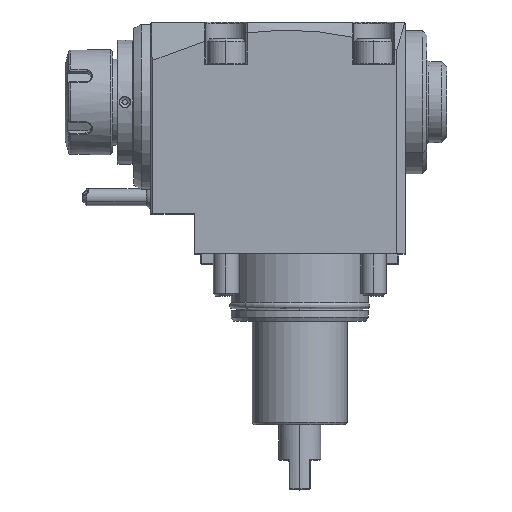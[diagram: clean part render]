
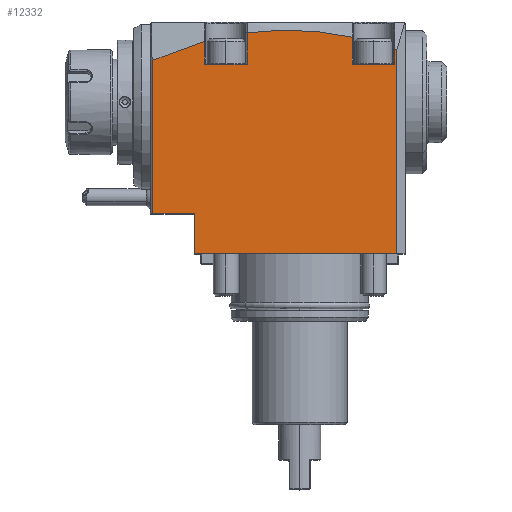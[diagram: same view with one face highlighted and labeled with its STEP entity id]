
A CAD part, top view. The second image highlights one B-rep face of the part: STEP entity #12332.
In plain terms, the highlighted planar face has unit normal (0, 0, 1).
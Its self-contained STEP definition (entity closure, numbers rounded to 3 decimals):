
#2722=CARTESIAN_POINT('',(1.,91.859,47.));
#2727=DIRECTION('',(0.,-1.,0.));
#2728=VECTOR('',#2727,72.859);
#2729=CARTESIAN_POINT('',(1.,91.859,47.));
#2730=LINE('',#2729,#2728);
#2841=DIRECTION('',(-1.,0.,0.));
#2842=VECTOR('',#2841,96.);
#2843=CARTESIAN_POINT('',(116.7,0.,47.));
#2844=LINE('',#2843,#2842);
#3009=DIRECTION('',(0.,-1.,0.));
#3010=VECTOR('',#3009,96.598);
#3011=CARTESIAN_POINT('',(116.7,96.598,47.));
#3012=LINE('',#3011,#3010);
#3013=DIRECTION('',(0.,1.,0.));
#3014=VECTOR('',#3013,19.);
#3015=CARTESIAN_POINT('',(20.7,0.,47.));
#3016=LINE('',#3015,#3014);
#3017=DIRECTION('',(1.,0.,0.));
#3018=VECTOR('',#3017,19.7);
#3019=CARTESIAN_POINT('',(1.,19.,47.));
#3020=LINE('',#3019,#3018);
#3021=CARTESIAN_POINT('',(25.665,100.792,47.));
#3022=CARTESIAN_POINT('',(17.207,98.47,47.));
#3023=CARTESIAN_POINT('',(8.997,95.459,47.));
#3024=CARTESIAN_POINT('',(1.,91.859,47.));
#3026=DIRECTION('',(-0.268,0.963,0.));
#3027=VECTOR('',#3026,0.132);
#3028=CARTESIAN_POINT('',(25.7,100.664,47.));
#3029=LINE('',#3028,#3027);
#3030=DIRECTION('',(0.,1.,0.));
#3031=VECTOR('',#3030,10.664);
#3032=CARTESIAN_POINT('',(25.7,90.,47.));
#3033=LINE('',#3032,#3031);
#3034=DIRECTION('',(0.001,-1.,0.));
#3035=VECTOR('',#3034,14.874);
#3036=CARTESIAN_POINT('',(45.691,104.874,47.));
#3037=LINE('',#3036,#3035);
#3038=CARTESIAN_POINT('',(45.7,104.875,47.));
#3039=CARTESIAN_POINT('',(46.8,105.021,47.));
#3040=CARTESIAN_POINT('',(49.004,105.29,47.));
#3041=CARTESIAN_POINT('',(52.326,105.616,47.));
#3042=CARTESIAN_POINT('',(55.649,105.865,47.));
#3043=CARTESIAN_POINT('',(58.974,106.036,47.));
#3044=CARTESIAN_POINT('',(62.302,106.13,47.));
#3045=CARTESIAN_POINT('',(65.633,106.146,47.));
#3046=CARTESIAN_POINT('',(68.966,106.084,47.));
#3047=CARTESIAN_POINT('',(72.297,105.944,47.));
#3048=CARTESIAN_POINT('',(75.631,105.726,47.));
#3049=CARTESIAN_POINT('',(78.966,105.429,47.));
#3050=CARTESIAN_POINT('',(82.303,105.054,47.));
#3051=CARTESIAN_POINT('',(85.643,104.6,47.));
#3052=CARTESIAN_POINT('',(88.989,104.067,47.));
#3053=CARTESIAN_POINT('',(92.341,103.454,47.));
#3054=CARTESIAN_POINT('',(94.58,102.991,47.));
#3055=CARTESIAN_POINT('',(95.7,102.747,47.));
#3057=DIRECTION('',(0.,1.,0.));
#3058=VECTOR('',#3057,12.747);
#3059=CARTESIAN_POINT('',(95.7,90.,47.));
#3060=LINE('',#3059,#3058);
#3061=DIRECTION('',(0.,-1.,0.));
#3062=VECTOR('',#3061,6.782);
#3063=CARTESIAN_POINT('',(115.7,96.782,47.));
#3064=LINE('',#3063,#3062);
#3065=DIRECTION('',(-0.273,-0.962,0.));
#3066=VECTOR('',#3065,0.17);
#3067=CARTESIAN_POINT('',(115.746,96.945,47.));
#3068=LINE('',#3067,#3066);
#3069=CARTESIAN_POINT('',(115.746,96.945,47.));
#3070=CARTESIAN_POINT('',(116.065,96.83,47.));
#3071=CARTESIAN_POINT('',(116.382,96.715,47.));
#3072=CARTESIAN_POINT('',(116.7,96.598,47.));
#3083=CARTESIAN_POINT('',(116.7,96.598,47.));
#3614=DIRECTION('',(-1.,0.,0.));
#3615=VECTOR('',#3614,20.);
#3616=CARTESIAN_POINT('',(45.7,90.,47.));
#3617=LINE('',#3616,#3615);
#4177=DIRECTION('',(-1.,0.,0.));
#4178=VECTOR('',#4177,20.);
#4179=CARTESIAN_POINT('',(115.7,90.,47.));
#4180=LINE('',#4179,#4178);
#8331=VERTEX_POINT('',#2722);
#8345=VERTEX_POINT('',#3083);
#8360=CARTESIAN_POINT('',(25.7,100.664,47.));
#8361=CARTESIAN_POINT('',(25.665,100.792,47.));
#8362=VERTEX_POINT('',#8360);
#8363=VERTEX_POINT('',#8361);
#8370=CARTESIAN_POINT('',(115.746,96.945,47.));
#8371=VERTEX_POINT('',#8370);
#8374=CARTESIAN_POINT('',(45.691,104.874,47.));
#8375=CARTESIAN_POINT('',(45.7,90.,47.));
#8376=VERTEX_POINT('',#8374);
#8377=VERTEX_POINT('',#8375);
#8402=VERTEX_POINT('',#3055);
#8403=CARTESIAN_POINT('',(115.7,90.,47.));
#8405=VERTEX_POINT('',#8403);
#8414=CARTESIAN_POINT('',(95.7,90.,47.));
#8416=VERTEX_POINT('',#8414);
#8419=CARTESIAN_POINT('',(115.7,96.782,47.));
#8420=VERTEX_POINT('',#8419);
#8423=CARTESIAN_POINT('',(25.7,90.,47.));
#8424=VERTEX_POINT('',#8423);
#9250=CARTESIAN_POINT('',(116.7,0.,47.));
#9251=VERTEX_POINT('',#9250);
#9261=CARTESIAN_POINT('',(20.7,0.,47.));
#9263=VERTEX_POINT('',#9261);
#9264=CARTESIAN_POINT('',(20.7,19.,47.));
#9265=VERTEX_POINT('',#9264);
#9266=CARTESIAN_POINT('',(1.,19.,47.));
#9267=VERTEX_POINT('',#9266);
#12297=CARTESIAN_POINT('',(0.,110.,47.));
#12298=DIRECTION('',(0.,0.,1.));
#12299=DIRECTION('',(0.,-1.,0.));
#12300=AXIS2_PLACEMENT_3D('',#12297,#12298,#12299);
#12301=PLANE('',#12300);
#12303=ORIENTED_EDGE('',*,*,#12302,.T.);
#12304=ORIENTED_EDGE('',*,*,#12003,.T.);
#12305=ORIENTED_EDGE('',*,*,#12290,.T.);
#12306=ORIENTED_EDGE('',*,*,#11920,.F.);
#12307=ORIENTED_EDGE('',*,*,#11906,.F.);
#12309=ORIENTED_EDGE('',*,*,#12308,.F.);
#12311=ORIENTED_EDGE('',*,*,#12310,.F.);
#12313=ORIENTED_EDGE('',*,*,#12312,.F.);
#12315=ORIENTED_EDGE('',*,*,#12314,.F.);
#12317=ORIENTED_EDGE('',*,*,#12316,.F.);
#12319=ORIENTED_EDGE('',*,*,#12318,.T.);
#12321=ORIENTED_EDGE('',*,*,#12320,.F.);
#12323=ORIENTED_EDGE('',*,*,#12322,.F.);
#12325=ORIENTED_EDGE('',*,*,#12324,.F.);
#12327=ORIENTED_EDGE('',*,*,#12326,.F.);
#12329=ORIENTED_EDGE('',*,*,#12328,.T.);
#12330=EDGE_LOOP('',(#12303,#12304,#12305,#12306,#12307,#12309,#12311,#12313,
#12315,#12317,#12319,#12321,#12323,#12325,#12327,#12329));
#12331=FACE_OUTER_BOUND('',#12330,.F.);
#3025=B_SPLINE_CURVE_WITH_KNOTS('',3,(#3021,#3022,#3023,#3024),.UNSPECIFIED.,
.F.,.F.,(4,4),(0.,1.),.UNSPECIFIED.);
#3056=B_SPLINE_CURVE_WITH_KNOTS('',3,(#3038,#3039,#3040,#3041,#3042,#3043,#3044,
#3045,#3046,#3047,#3048,#3049,#3050,#3051,#3052,#3053,#3054,#3055),
.UNSPECIFIED.,.F.,.F.,(4,1,1,1,1,1,1,1,1,1,1,1,1,1,1,4),(0.,0.067,
0.133,0.2,0.267,0.333,0.4,
0.467,0.533,0.6,0.667,0.733,
0.8,0.867,0.933,1.),.UNSPECIFIED.);
#3073=B_SPLINE_CURVE_WITH_KNOTS('',3,(#3069,#3070,#3071,#3072),.UNSPECIFIED.,
.F.,.F.,(4,4),(0.,1.),.UNSPECIFIED.);
#11906=EDGE_CURVE('',#8331,#9267,#2730,.T.);
#11920=EDGE_CURVE('',#9267,#9265,#3020,.T.);
#12003=EDGE_CURVE('',#9251,#9263,#2844,.T.);
#12290=EDGE_CURVE('',#9263,#9265,#3016,.T.);
#12302=EDGE_CURVE('',#8345,#9251,#3012,.T.);
#12308=EDGE_CURVE('',#8363,#8331,#3025,.T.);
#12310=EDGE_CURVE('',#8362,#8363,#3029,.T.);
#12312=EDGE_CURVE('',#8424,#8362,#3033,.T.);
#12314=EDGE_CURVE('',#8377,#8424,#3617,.T.);
#12316=EDGE_CURVE('',#8376,#8377,#3037,.T.);
#12318=EDGE_CURVE('',#8376,#8402,#3056,.T.);
#12320=EDGE_CURVE('',#8416,#8402,#3060,.T.);
#12322=EDGE_CURVE('',#8405,#8416,#4180,.T.);
#12324=EDGE_CURVE('',#8420,#8405,#3064,.T.);
#12326=EDGE_CURVE('',#8371,#8420,#3068,.T.);
#12328=EDGE_CURVE('',#8371,#8345,#3073,.T.);
#12332=ADVANCED_FACE('',(#12331),#12301,.T.);
